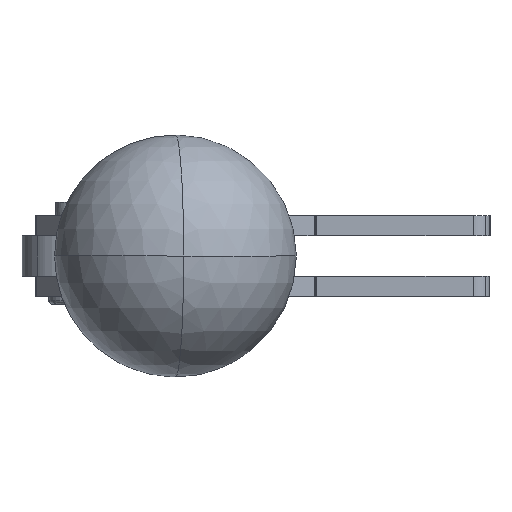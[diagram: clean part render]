
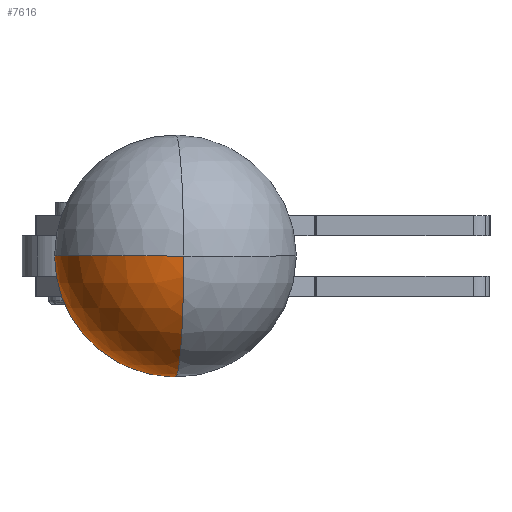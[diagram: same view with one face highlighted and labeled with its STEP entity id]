
A CAD part, left-side view. The second image highlights one B-rep face of the part: STEP entity #7616.
In plain terms, the highlighted spherical face has radius 18 mm.
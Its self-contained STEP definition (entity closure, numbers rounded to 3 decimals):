
#2112=CARTESIAN_POINT('',(-91.8,42.867,-55.403));
#2113=VERTEX_POINT('',#2112);
#2114=CARTESIAN_POINT('',(-93.382,42.761,-55.473));
#2115=VERTEX_POINT('',#2114);
#2116=CARTESIAN_POINT('',(-93.382,42.761,-37.473));
#2117=DIRECTION('',(-0.067,0.998,0.0));
#2118=DIRECTION('',(0.0,0.0,-1.0));
#2119=AXIS2_PLACEMENT_3D('',#2116,#2117,#2118);
#2120=CIRCLE('',#2119,18.);
#2121=EDGE_CURVE('',#2113,#2115,#2120,.T.);
#2147=CARTESIAN_POINT('',(-111.341,41.551,-37.473));
#2148=VERTEX_POINT('',#2147);
#2149=CARTESIAN_POINT('',(-93.382,42.761,-37.473));
#2150=DIRECTION('',(-0.067,0.998,0.0));
#2151=DIRECTION('',(0.0,0.0,-1.0));
#2152=AXIS2_PLACEMENT_3D('',#2149,#2150,#2151);
#2153=CIRCLE('',#2152,18.);
#2154=EDGE_CURVE('',#2115,#2148,#2153,.T.);
#2181=CARTESIAN_POINT('',(-93.006,60.757,-37.473));
#2182=VERTEX_POINT('',#2181);
#2190=CARTESIAN_POINT('',(-93.382,42.761,-37.473));
#2191=DIRECTION('',(0.,0.,-1.0));
#2192=DIRECTION('',(0.067,-0.998,0.));
#2193=AXIS2_PLACEMENT_3D('',#2190,#2191,#2192);
#2194=CIRCLE('',#2193,18.);
#2195=EDGE_CURVE('',#2148,#2182,#2194,.T.);
#7572=CARTESIAN_POINT('',(-91.8,42.867,-37.473));
#7573=DIRECTION('',(-0.998,-0.067,0.));
#7574=DIRECTION('',(0.067,-0.998,0.));
#7575=AXIS2_PLACEMENT_3D('',#7572,#7573,#7574);
#7576=CIRCLE('',#7575,17.93);
#7577=EDGE_CURVE('',#2113,#2182,#7576,.F.);
#7605=CARTESIAN_POINT('',(-93.382,42.761,-37.473));
#7606=DIRECTION('',(0.0,0.0,1.0));
#7607=DIRECTION('',(-0.998,-0.067,0.));
#7608=AXIS2_PLACEMENT_3D('',#7605,#7606,#7607);
#7609=SPHERICAL_SURFACE('',#7608,18.);
#7610=ORIENTED_EDGE('',*,*,#2154,.T.);
#7611=ORIENTED_EDGE('',*,*,#2195,.T.);
#7612=ORIENTED_EDGE('',*,*,#7577,.F.);
#7613=ORIENTED_EDGE('',*,*,#2121,.T.);
#7614=EDGE_LOOP('',(#7610,#7611,#7612,#7613));
#7615=FACE_OUTER_BOUND('',#7614,.T.);
#7616=ADVANCED_FACE('',(#7615),#7609,.T.);
